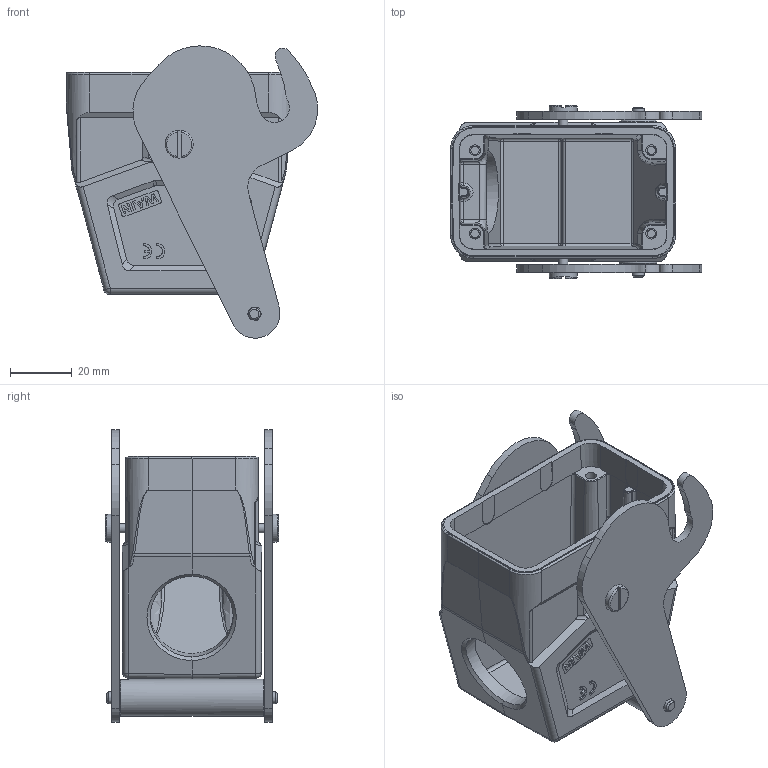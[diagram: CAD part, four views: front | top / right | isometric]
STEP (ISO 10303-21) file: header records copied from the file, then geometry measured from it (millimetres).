
FILE_DESCRIPTION(/* description */ (''),/* implementation_level */ '2;1');
FILE_NAME(/* name */ '3D_1111105555001_W10B-SEH-1L_C-PG21_V1.1_stp.stp',/* time_stamp */ '2024-03-20T13:25:24+08:00',/* author */ (''),/* organization */ (''),/* preprocessor_version */ 'ST-DEVELOPER v18.1',/* originating_system */ 'SIEMENS PLM Software NX 1980',/* authorisation */ '');
FILE_SCHEMA (('AP203_CONFIGURATION_CONTROLLED_3D_DESIGN_OF_MECHANICAL_PARTS_AND_ASSEMBLIES_MIM_LF { 1 0 10303 403 2 1 2}'));
Length unit declared in the file: millimetre
Products named in the file (1): 3D_1111105505002_W10B-SEH-1L_C-M25_V1.1_stp
Bounding box: 81.31 x 56 x 94.52 mm (x, y, z)
Volume: 83495.5 mm3; surface area: 46993.4 mm2
Topology: 1 solids, 1 shells, 533 faces, 1353 edges, 841 vertices
Faces by surface type: plane 273, cylinder 166, bspline 33, cone 22, sphere 20, torus 19
Full cylindrical faces by diameter (mm): 2.7 x4, 3 x2, 3.5 x4, 3.95 x2, 5.6 x2, 9 x2, 12 x1, 26.9 x1
Entity records: 17078 total; most frequent: CARTESIAN_POINT 4333, DIRECTION 2633, ORIENTED_EDGE 2602, EDGE_CURVE 1301, AXIS2_PLACEMENT_3D 916, VERTEX_POINT 825, LINE 801, VECTOR 801
